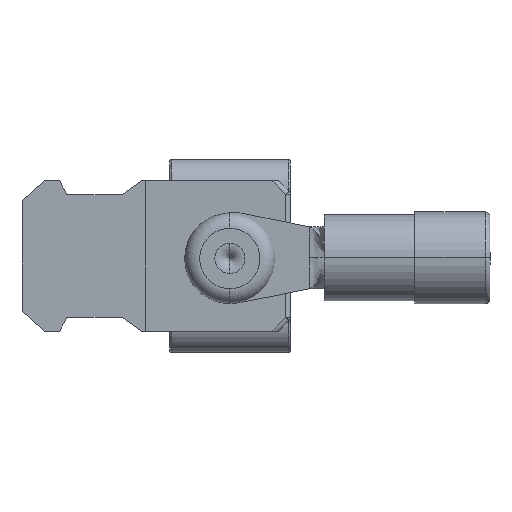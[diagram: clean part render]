
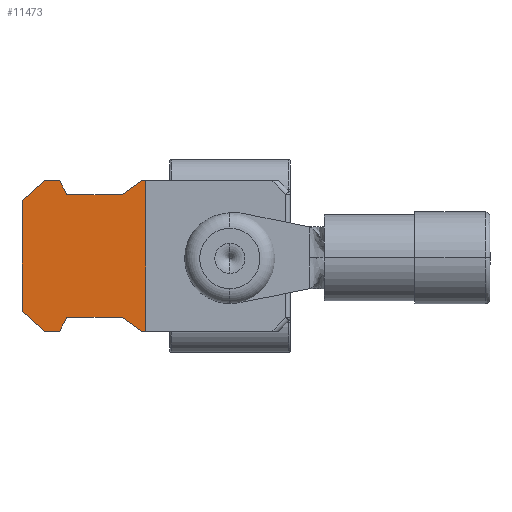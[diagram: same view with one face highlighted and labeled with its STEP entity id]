
A CAD part, front view. The second image highlights one B-rep face of the part: STEP entity #11473.
In plain terms, the highlighted planar face has unit normal (0, -1, 0).
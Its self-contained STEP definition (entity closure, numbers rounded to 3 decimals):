
#263 = ORIENTED_EDGE ( 'NONE', *, *, #4097, .T. ) ;
#687 = CARTESIAN_POINT ( 'NONE',  ( 97.58, 101.049, 261.793 ) ) ;
#688 = CARTESIAN_POINT ( 'NONE',  ( 102.835, 101.049, 262.718 ) ) ;
#719 = LINE ( 'NONE', #14921, #18726 ) ;
#773 = VECTOR ( 'NONE', #16220, 1000. ) ;
#889 = EDGE_CURVE ( 'NONE', #9395, #15027, #719, .T. ) ;
#1131 = VERTEX_POINT ( 'NONE', #16460 ) ;
#1368 = VECTOR ( 'NONE', #6122, 1000. ) ;
#1593 = VERTEX_POINT ( 'NONE', #11115 ) ;
#1629 = ORIENTED_EDGE ( 'NONE', *, *, #889, .T. ) ;
#1630 = ORIENTED_EDGE ( 'NONE', *, *, #9495, .T. ) ;
#1685 = CARTESIAN_POINT ( 'NONE',  ( 94.615, 101.049, 261.391 ) ) ;
#3032 = DIRECTION ( 'NONE',  ( -1., 0., 0. ) ) ;
#3256 = CARTESIAN_POINT ( 'NONE',  ( 101.272, 101.049, 253.642 ) ) ;
#3407 = VERTEX_POINT ( 'NONE', #16318 ) ;
#3464 = LINE ( 'NONE', #16273, #8565 ) ;
#3744 = CARTESIAN_POINT ( 'NONE',  ( 94.615, 101.049, 254.044 ) ) ;
#3912 = VERTEX_POINT ( 'NONE', #7271 ) ;
#4097 = EDGE_CURVE ( 'NONE', #17703, #3407, #19611, .T. ) ;
#4171 = VECTOR ( 'NONE', #5123, 1000. ) ;
#4179 = ORIENTED_EDGE ( 'NONE', *, *, #4345, .T. ) ;
#4203 = EDGE_CURVE ( 'NONE', #11130, #1593, #3464, .T. ) ;
#4275 = CARTESIAN_POINT ( 'NONE',  ( 94.615, 101.049, 254.044 ) ) ;
#4345 = EDGE_CURVE ( 'NONE', #14687, #13497, #8099, .T. ) ;
#4435 = DIRECTION ( 'NONE',  ( 0., 0., 1. ) ) ;
#4615 = EDGE_CURVE ( 'NONE', #16630, #3912, #4813, .T. ) ;
#4813 = LINE ( 'NONE', #6294, #16269 ) ;
#4946 = LINE ( 'NONE', #19536, #14024 ) ;
#5123 = DIRECTION ( 'NONE',  ( -0.443, 0., 0.897 ) ) ;
#5627 = VECTOR ( 'NONE', #13063, 1000. ) ;
#6122 = DIRECTION ( 'NONE',  ( 0.443, 0., 0.897 ) ) ;
#6153 = EDGE_CURVE ( 'NONE', #1593, #18648, #15643, .T. ) ;
#6294 = CARTESIAN_POINT ( 'NONE',  ( 0., 101.049, 252.718 ) ) ;
#6427 = CARTESIAN_POINT ( 'NONE',  ( 94.615, 101.049, 0. ) ) ;
#6636 = DIRECTION ( 'NONE',  ( 0., 0., -1. ) ) ;
#6638 = LINE ( 'NONE', #19436, #5627 ) ;
#6737 = DIRECTION ( 'NONE',  ( 1., 0., 0. ) ) ;
#7071 = DIRECTION ( 'NONE',  ( -0.742, 0., -0.671 ) ) ;
#7133 = ORIENTED_EDGE ( 'NONE', *, *, #14605, .T. ) ;
#7271 = CARTESIAN_POINT ( 'NONE',  ( 97.123, 101.049, 252.718 ) ) ;
#7424 = VECTOR ( 'NONE', #4435, 1000. ) ;
#7874 = DIRECTION ( 'NONE',  ( -0.81, 0., -0.586 ) ) ;
#8099 = LINE ( 'NONE', #6427, #10588 ) ;
#8367 = CARTESIAN_POINT ( 'NONE',  ( 97.58, 101.049, 253.642 ) ) ;
#8565 = VECTOR ( 'NONE', #3032, 1000. ) ;
#8886 = ORIENTED_EDGE ( 'NONE', *, *, #15683, .T. ) ;
#9395 = VERTEX_POINT ( 'NONE', #8367 ) ;
#9477 = DIRECTION ( 'NONE',  ( 0.81, 0., -0.586 ) ) ;
#9495 = EDGE_CURVE ( 'NONE', #16264, #11130, #16326, .T. ) ;
#9686 = DIRECTION ( 'NONE',  ( -1., 0., 0. ) ) ;
#9718 = EDGE_CURVE ( 'NONE', #3912, #9395, #12768, .T. ) ;
#9914 = LINE ( 'NONE', #3256, #17020 ) ;
#10005 = ORIENTED_EDGE ( 'NONE', *, *, #17136, .T. ) ;
#10172 = LINE ( 'NONE', #3744, #773 ) ;
#10588 = VECTOR ( 'NONE', #6636, 1000. ) ;
#10787 = CARTESIAN_POINT ( 'NONE',  ( 102.835, 101.049, 252.718 ) ) ;
#10861 = EDGE_CURVE ( 'NONE', #3407, #1131, #12725, .T. ) ;
#11115 = CARTESIAN_POINT ( 'NONE',  ( 102.551, 101.049, 262.718 ) ) ;
#11130 = VERTEX_POINT ( 'NONE', #688 ) ;
#11253 = DIRECTION ( 'NONE',  ( 1., 0., 0. ) ) ;
#11473 = ADVANCED_FACE ( 'NONE', ( #12341 ), #17941, .T. ) ;
#11588 = DIRECTION ( 'NONE',  ( -1., 0., 0. ) ) ;
#11737 = ORIENTED_EDGE ( 'NONE', *, *, #4203, .T. ) ;
#12275 = AXIS2_PLACEMENT_3D ( 'NONE', #18147, #18356, #14798 ) ;
#12341 = FACE_OUTER_BOUND ( 'NONE', #12400, .T. ) ;
#12400 = EDGE_LOOP ( 'NONE', ( #7133, #17978, #1630, #11737, #19044, #8886, #263, #14530, #10005, #4179, #14946, #19184, #13009, #1629 ) ) ;
#12431 = CARTESIAN_POINT ( 'NONE',  ( 102.551, 101.049, 262.718 ) ) ;
#12725 = LINE ( 'NONE', #20792, #12878 ) ;
#12754 = CARTESIAN_POINT ( 'NONE',  ( 102.551, 101.049, 252.718 ) ) ;
#12768 = LINE ( 'NONE', #17461, #1368 ) ;
#12878 = VECTOR ( 'NONE', #9686, 1000. ) ;
#12968 = VECTOR ( 'NONE', #7874, 1000. ) ;
#13009 = ORIENTED_EDGE ( 'NONE', *, *, #9718, .T. ) ;
#13063 = DIRECTION ( 'NONE',  ( 1., 0., 0. ) ) ;
#13497 = VERTEX_POINT ( 'NONE', #4275 ) ;
#14024 = VECTOR ( 'NONE', #11588, 1000. ) ;
#14058 = CARTESIAN_POINT ( 'NONE',  ( 96.081, 101.049, 252.718 ) ) ;
#14520 = EDGE_CURVE ( 'NONE', #18213, #16264, #6638, .T. ) ;
#14530 = ORIENTED_EDGE ( 'NONE', *, *, #10861, .T. ) ;
#14605 = EDGE_CURVE ( 'NONE', #15027, #18213, #9914, .T. ) ;
#14687 = VERTEX_POINT ( 'NONE', #1685 ) ;
#14798 = DIRECTION ( 'NONE',  ( 0., 0., -1. ) ) ;
#14921 = CARTESIAN_POINT ( 'NONE',  ( 0., 101.049, 253.642 ) ) ;
#14946 = ORIENTED_EDGE ( 'NONE', *, *, #19311, .T. ) ;
#14947 = CARTESIAN_POINT ( 'NONE',  ( 96.081, 101.049, 262.718 ) ) ;
#15027 = VERTEX_POINT ( 'NONE', #15821 ) ;
#15643 = LINE ( 'NONE', #12431, #12968 ) ;
#15683 = EDGE_CURVE ( 'NONE', #18648, #17703, #4946, .T. ) ;
#15821 = CARTESIAN_POINT ( 'NONE',  ( 101.272, 101.049, 253.642 ) ) ;
#16220 = DIRECTION ( 'NONE',  ( 0.742, 0., -0.671 ) ) ;
#16264 = VERTEX_POINT ( 'NONE', #10787 ) ;
#16269 = VECTOR ( 'NONE', #11253, 1000. ) ;
#16273 = CARTESIAN_POINT ( 'NONE',  ( 120.942, 101.049, 262.718 ) ) ;
#16318 = CARTESIAN_POINT ( 'NONE',  ( 97.123, 101.049, 262.718 ) ) ;
#16326 = LINE ( 'NONE', #17243, #7424 ) ;
#16441 = CARTESIAN_POINT ( 'NONE',  ( 97.58, 101.049, 261.793 ) ) ;
#16460 = CARTESIAN_POINT ( 'NONE',  ( 96.081, 101.049, 262.718 ) ) ;
#16612 = LINE ( 'NONE', #14947, #17797 ) ;
#16630 = VERTEX_POINT ( 'NONE', #14058 ) ;
#17020 = VECTOR ( 'NONE', #9477, 1000. ) ;
#17136 = EDGE_CURVE ( 'NONE', #1131, #14687, #16612, .T. ) ;
#17243 = CARTESIAN_POINT ( 'NONE',  ( 102.835, 101.049, 0. ) ) ;
#17444 = CARTESIAN_POINT ( 'NONE',  ( 101.272, 101.049, 261.793 ) ) ;
#17461 = CARTESIAN_POINT ( 'NONE',  ( 97.123, 101.049, 252.718 ) ) ;
#17703 = VERTEX_POINT ( 'NONE', #16441 ) ;
#17797 = VECTOR ( 'NONE', #7071, 1000. ) ;
#17941 = PLANE ( 'NONE',  #12275 ) ;
#17978 = ORIENTED_EDGE ( 'NONE', *, *, #14520, .T. ) ;
#18147 = CARTESIAN_POINT ( 'NONE',  ( 0., 101.049, 0. ) ) ;
#18213 = VERTEX_POINT ( 'NONE', #12754 ) ;
#18356 = DIRECTION ( 'NONE',  ( 0., -1., 0. ) ) ;
#18648 = VERTEX_POINT ( 'NONE', #17444 ) ;
#18726 = VECTOR ( 'NONE', #6737, 1000. ) ;
#19044 = ORIENTED_EDGE ( 'NONE', *, *, #6153, .T. ) ;
#19184 = ORIENTED_EDGE ( 'NONE', *, *, #4615, .T. ) ;
#19311 = EDGE_CURVE ( 'NONE', #13497, #16630, #10172, .T. ) ;
#19436 = CARTESIAN_POINT ( 'NONE',  ( 0., 101.049, 252.718 ) ) ;
#19536 = CARTESIAN_POINT ( 'NONE',  ( 0., 101.049, 261.793 ) ) ;
#19611 = LINE ( 'NONE', #687, #4171 ) ;
#20792 = CARTESIAN_POINT ( 'NONE',  ( 0., 101.049, 262.718 ) ) ;
